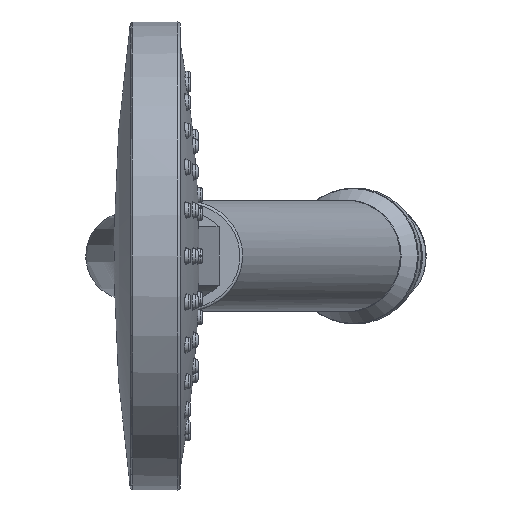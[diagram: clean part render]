
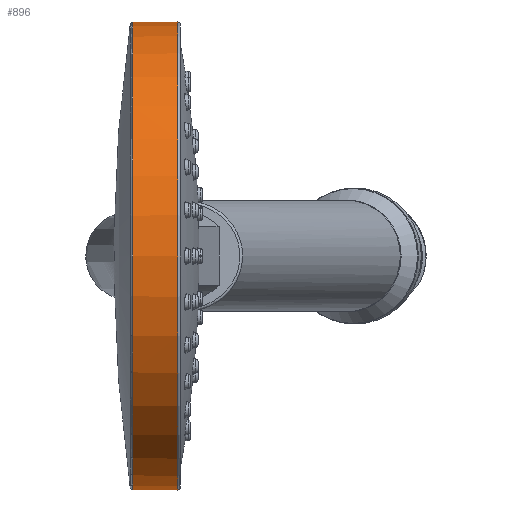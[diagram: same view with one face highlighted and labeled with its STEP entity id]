
A CAD part, left-side view. The second image highlights one B-rep face of the part: STEP entity #896.
In plain terms, the highlighted cylindrical face has radius 42.25 mm (diameter 84.5 mm), a full revolution.
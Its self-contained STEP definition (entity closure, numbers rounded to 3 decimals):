
#29=ELLIPSE('',#5831,44.143,42.25);
#656=CYLINDRICAL_SURFACE('',#5853,42.25);
#896=ADVANCED_FACE('',(#1660,#1661),#656,.T.);
#1230=CIRCLE('',#5851,42.25);
#1231=CIRCLE('',#5852,42.25);
#1660=FACE_BOUND('',#2434,.T.);
#1661=FACE_BOUND('',#2435,.T.);
#2434=EDGE_LOOP('',(#3441,#3442,#3443,#3444));
#2435=EDGE_LOOP('',(#3445));
#3441=ORIENTED_EDGE('',*,*,#4804,.F.);
#3442=ORIENTED_EDGE('',*,*,#4810,.F.);
#3443=ORIENTED_EDGE('',*,*,#4800,.F.);
#3444=ORIENTED_EDGE('',*,*,#4826,.T.);
#3445=ORIENTED_EDGE('',*,*,#4827,.F.);
#4256=VERTEX_POINT('',#14008);
#4257=VERTEX_POINT('',#14013);
#4260=VERTEX_POINT('',#14019);
#4261=VERTEX_POINT('',#14024);
#4278=VERTEX_POINT('',#14302);
#4800=EDGE_CURVE('',#4256,#4257,#5229,.T.);
#4804=EDGE_CURVE('',#4260,#4261,#5230,.T.);
#4810=EDGE_CURVE('',#4257,#4260,#29,.T.);
#4826=EDGE_CURVE('',#4256,#4261,#1230,.T.);
#4827=EDGE_CURVE('',#4278,#4278,#1231,.T.);
#5229=B_SPLINE_CURVE_WITH_KNOTS('',3,(#14009,#14010,#14011,#14012),.UNSPECIFIED.,
.F.,.F.,(4,4),(0.,1.),.UNSPECIFIED.);
#5230=B_SPLINE_CURVE_WITH_KNOTS('',3,(#14020,#14021,#14022,#14023),.UNSPECIFIED.,
.F.,.F.,(4,4),(0.,1.),.UNSPECIFIED.);
#5831=AXIS2_PLACEMENT_3D('',#14068,#6706,#6707);
#5851=AXIS2_PLACEMENT_3D('',#14300,#6748,#6749);
#5852=AXIS2_PLACEMENT_3D('',#14301,#6750,#6751);
#5853=AXIS2_PLACEMENT_3D('',#14303,#6752,#6753);
#6706=DIRECTION('',(0.29,0.957,0.));
#6707=DIRECTION('',(0.957,-0.29,0.));
#6748=DIRECTION('',(0.,-1.,0.));
#6749=DIRECTION('',(1.,0.,0.));
#6750=DIRECTION('',(0.,-1.,0.));
#6751=DIRECTION('',(1.,0.,0.));
#6752=DIRECTION('',(0.,-1.,0.));
#6753=DIRECTION('',(1.,0.,0.));
#14008=CARTESIAN_POINT('',(-48.262,49.567,7.988));
#14009=CARTESIAN_POINT('',(-48.263,49.567,7.991));
#14010=CARTESIAN_POINT('',(-48.243,47.298,7.892));
#14011=CARTESIAN_POINT('',(-48.037,45.102,6.917));
#14012=CARTESIAN_POINT('',(-47.83,43.532,5.269));
#14013=CARTESIAN_POINT('',(-47.83,43.532,5.269));
#14019=CARTESIAN_POINT('',(-47.83,43.532,-5.269));
#14020=CARTESIAN_POINT('',(-47.83,43.532,-5.269));
#14021=CARTESIAN_POINT('',(-48.037,45.103,-6.919));
#14022=CARTESIAN_POINT('',(-48.243,47.309,-7.892));
#14023=CARTESIAN_POINT('',(-48.263,49.566,-7.991));
#14024=CARTESIAN_POINT('',(-48.262,49.566,-7.988));
#14068=CARTESIAN_POINT('',(-89.75,56.22,0.));
#14300=CARTESIAN_POINT('',(-89.75,49.566,0.));
#14301=CARTESIAN_POINT('',(-89.75,41.5,0.));
#14302=CARTESIAN_POINT('',(-47.5,41.5,0.));
#14303=CARTESIAN_POINT('',(-89.75,41.,0.));
